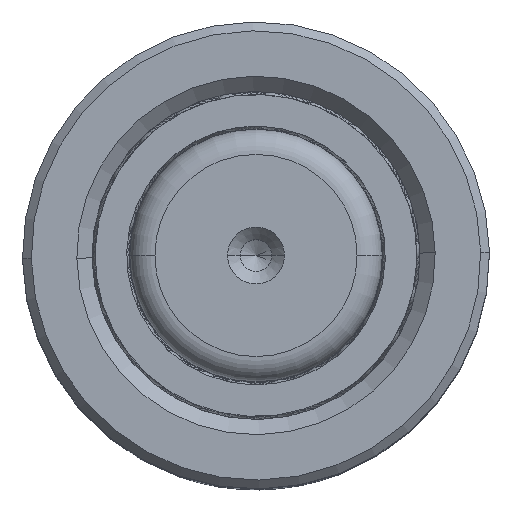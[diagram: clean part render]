
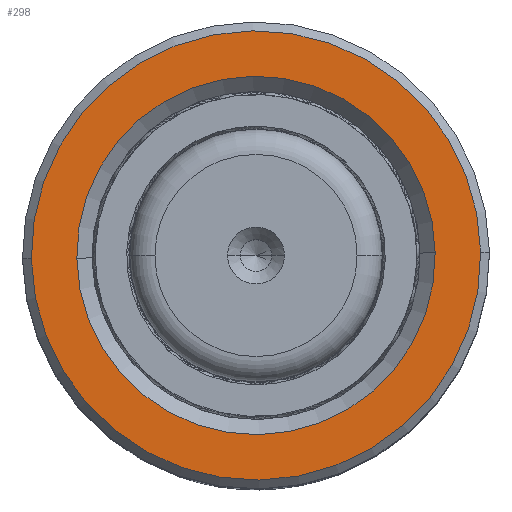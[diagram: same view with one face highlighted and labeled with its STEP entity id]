
A CAD part, top view. The second image highlights one B-rep face of the part: STEP entity #298.
In plain terms, the highlighted planar face has unit normal (0, 0, 1).
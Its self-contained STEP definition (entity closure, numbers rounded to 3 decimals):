
#298 = ADVANCED_FACE ( 'NONE', ( #35324, #11051 ), #16031, .T. ) ;
#646 = DIRECTION ( 'NONE',  ( 0., 0., -1. ) ) ;
#866 = EDGE_LOOP ( 'NONE', ( #5166, #19285 ) ) ;
#1614 = CIRCLE ( 'NONE', #29143, 17.8 ) ;
#2597 = EDGE_CURVE ( 'NONE', #12777, #15265, #21648, .T. ) ;
#3128 = AXIS2_PLACEMENT_3D ( 'NONE', #6975, #34174, #18048 ) ;
#3344 = AXIS2_PLACEMENT_3D ( 'NONE', #19242, #33679, #8281 ) ;
#5166 = ORIENTED_EDGE ( 'NONE', *, *, #2597, .T. ) ;
#6975 = CARTESIAN_POINT ( 'NONE',  ( 0., 0., 50. ) ) ;
#8281 = DIRECTION ( 'NONE',  ( 1., 0., 0. ) ) ;
#10196 = CARTESIAN_POINT ( 'NONE',  ( 0., 0., 50. ) ) ;
#10548 = DIRECTION ( 'NONE',  ( 0., 0., 1. ) ) ;
#11051 = FACE_BOUND ( 'NONE', #20345, .T. ) ;
#11471 = CARTESIAN_POINT ( 'NONE',  ( 0., 0., 50. ) ) ;
#11871 = CARTESIAN_POINT ( 'NONE',  ( 0., 0., 50. ) ) ;
#12647 = ORIENTED_EDGE ( 'NONE', *, *, #24872, .T. ) ;
#12777 = VERTEX_POINT ( 'NONE', #28201 ) ;
#13594 = EDGE_CURVE ( 'NONE', #15265, #12777, #1614, .T. ) ;
#14361 = CARTESIAN_POINT ( 'NONE',  ( 14.2, 0., 50. ) ) ;
#14714 = ORIENTED_EDGE ( 'NONE', *, *, #21780, .T. ) ;
#14816 = CARTESIAN_POINT ( 'NONE',  ( -14.2, 0., 50. ) ) ;
#14862 = DIRECTION ( 'NONE',  ( 1., 0., 0. ) ) ;
#15265 = VERTEX_POINT ( 'NONE', #26358 ) ;
#16031 = PLANE ( 'NONE',  #19952 ) ;
#16255 = DIRECTION ( 'NONE',  ( 1., 0., 0. ) ) ;
#16300 = AXIS2_PLACEMENT_3D ( 'NONE', #11871, #646, #14862 ) ;
#17302 = DIRECTION ( 'NONE',  ( 0., 0., 1. ) ) ;
#18048 = DIRECTION ( 'NONE',  ( 1., 0., 0. ) ) ;
#18188 = VERTEX_POINT ( 'NONE', #14816 ) ;
#19242 = CARTESIAN_POINT ( 'NONE',  ( 0., 0., 50. ) ) ;
#19285 = ORIENTED_EDGE ( 'NONE', *, *, #13594, .T. ) ;
#19952 = AXIS2_PLACEMENT_3D ( 'NONE', #10196, #10548, #16255 ) ;
#20345 = EDGE_LOOP ( 'NONE', ( #14714, #12647 ) ) ;
#21648 = CIRCLE ( 'NONE', #3128, 17.8 ) ;
#21780 = EDGE_CURVE ( 'NONE', #31781, #18188, #21897, .T. ) ;
#21897 = CIRCLE ( 'NONE', #3344, 14.2 ) ;
#24872 = EDGE_CURVE ( 'NONE', #18188, #31781, #33723, .T. ) ;
#26358 = CARTESIAN_POINT ( 'NONE',  ( 17.8, 0., 50. ) ) ;
#28201 = CARTESIAN_POINT ( 'NONE',  ( -17.8, 0., 50. ) ) ;
#29143 = AXIS2_PLACEMENT_3D ( 'NONE', #11471, #17302, #31203 ) ;
#31203 = DIRECTION ( 'NONE',  ( 1., 0., 0. ) ) ;
#31781 = VERTEX_POINT ( 'NONE', #14361 ) ;
#33679 = DIRECTION ( 'NONE',  ( 0., 0., -1. ) ) ;
#33723 = CIRCLE ( 'NONE', #16300, 14.2 ) ;
#34174 = DIRECTION ( 'NONE',  ( 0., 0., 1. ) ) ;
#35324 = FACE_OUTER_BOUND ( 'NONE', #866, .T. ) ;
